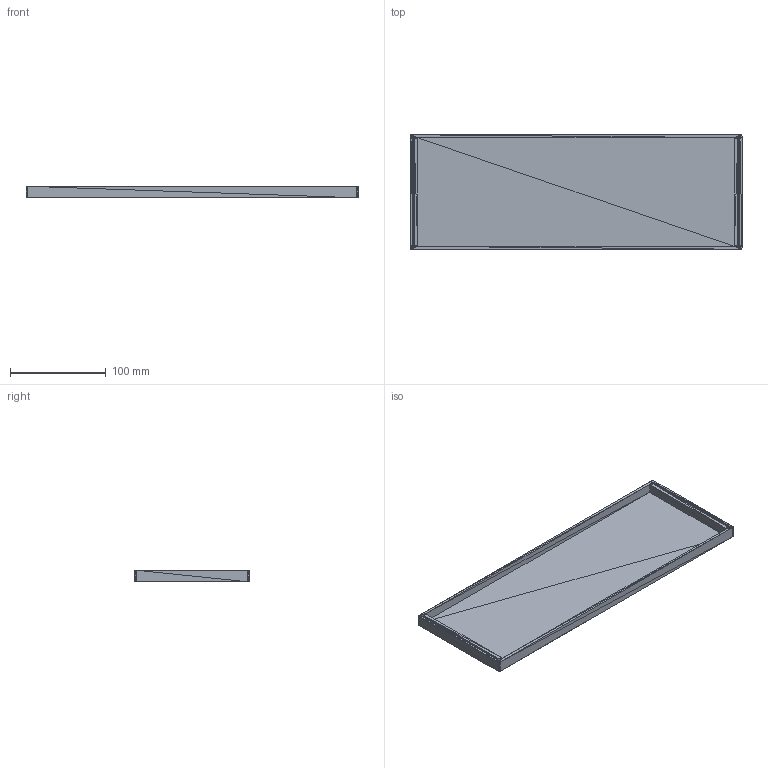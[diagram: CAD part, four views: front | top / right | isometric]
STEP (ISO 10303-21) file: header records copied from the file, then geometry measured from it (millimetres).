
FILE_DESCRIPTION((''),'2;1');
FILE_NAME('case', '2025-06-05T05:26:28', (''), (''), 'ImageToStl.com STEP Converter','', '');
FILE_SCHEMA(('AUTOMOTIVE_DESIGN_CC2'));
Length unit declared in the file: metre
Products named in the file (1): product0
Bounding box: 347.05 x 119.68 x 12 mm (x, y, z)
Surface area: 103302.3 mm2 (no closed solid volume)
Topology: 0 solids, 932 shells, 932 faces, 2796 edges, 468 vertices
Faces by surface type: plane 932
Entity records: 22407 total; most frequent: DIRECTION 4662, ORIENTED_EDGE 2796, EDGE_CURVE 2796, LINE 2796, VECTOR 2796, AXIS2_PLACEMENT_3D 933, STYLED_ITEM 933, FACE_SURFACE 932
